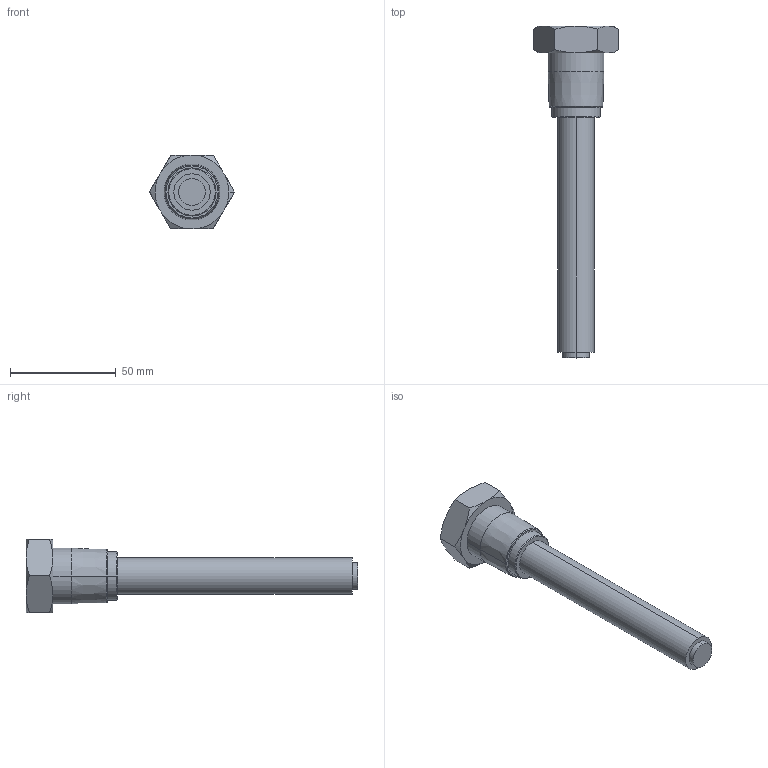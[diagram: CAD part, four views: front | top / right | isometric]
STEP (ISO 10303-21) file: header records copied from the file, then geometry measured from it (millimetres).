
FILE_DESCRIPTION (( 'STEP AP214' ), '1' );
FILE_NAME ('.75 INCH X 6 INCH SEP SOCKET(HCM).STEP', '2019-10-09T14:37:36', ( '' ), ( '' ), 'SwSTEP 2.0', 'SolidWorks 2019', '' );
FILE_SCHEMA (( 'AUTOMOTIVE_DESIGN' ));
Length unit declared in the file: inch
Products named in the file (1): .75 INCH X 6 INCH SEP SOCKET(HCM)
Bounding box: 40.33 x 157.15 x 34.99 mm (x, y, z)
Volume: 50994.9 mm3; surface area: 12778.4 mm2
Topology: 1 solids, 1 shells, 45 faces, 106 edges, 68 vertices
Faces by surface type: cone 24, plane 13, cylinder 8
Entity records: 1512 total; most frequent: CARTESIAN_POINT 394, DIRECTION 214, ORIENTED_EDGE 212, EDGE_CURVE 106, AXIS2_PLACEMENT_3D 88, VERTEX_POINT 68, EDGE_LOOP 50, FACE_OUTER_BOUND 45
